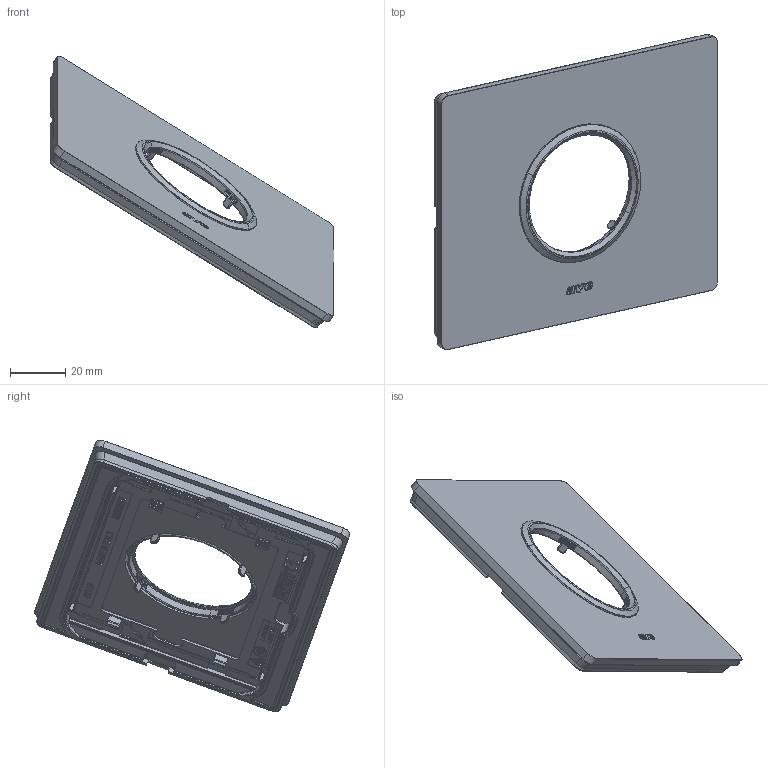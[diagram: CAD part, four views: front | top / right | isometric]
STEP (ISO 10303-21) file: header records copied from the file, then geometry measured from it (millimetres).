
FILE_DESCRIPTION(('CATIA V5 STEP Exchange'),'2;1');
FILE_NAME('44PAN90@.stp','2025-05-13T12:33:39+00:00',('none'),('none'),'CATIA Version 5-6 Release 2016 SP6','CATIA V5 STEP AP203','none');
FILE_SCHEMA(('CONFIG_CONTROL_DESIGN'));
Products named in the file (1): 44PAQ90@
Assembly tree (4 placements, depth 2):
  44PAQ90@
    #57
    #7863
    #142691
    #143656
Bounding box: 102.8 x 114.43 x 98.41 mm (x, y, z)
Volume: 49958.7 mm3; surface area: 62283.9 mm2
Topology: 5 solids, 5 shells, 4314 faces, 11324 edges, 7091 vertices
Faces by surface type: plane 2346, cylinder 949, bspline 407, torus 250, cone 190, extrusion 64, revolution 60, sphere 48
Entity records: 151599 total; most frequent: CARTESIAN_POINT 56797, ORIENTED_EDGE 22368, DIRECTION 14412, EDGE_CURVE 11184, VECTOR 7121, VERTEX_POINT 7091, LINE 7057, EDGE_LOOP 4539
